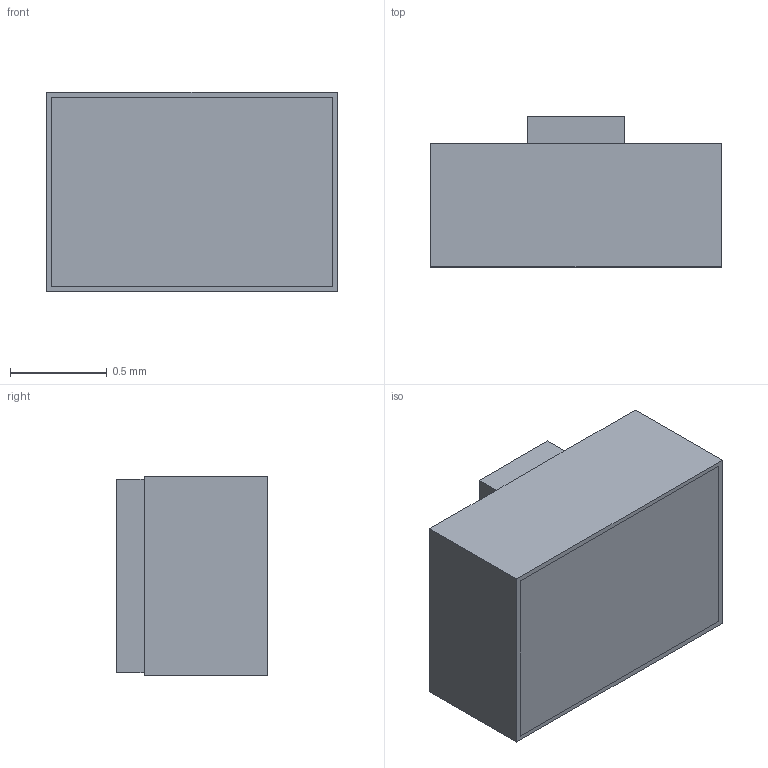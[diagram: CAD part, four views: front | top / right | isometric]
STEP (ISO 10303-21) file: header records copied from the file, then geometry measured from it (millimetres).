
FILE_DESCRIPTION (( 'STEP AP203' ), '1' );
FILE_NAME ('19561-E0W.STEP', '2010-05-12T22:00:22', ( 'Admin' ), ( 'Thorlabs, Inc.' ), 'SwSTEP 2.0', 'SolidWorks 2009', '' );
FILE_SCHEMA (( 'CONFIG_CONTROL_DESIGN' ));
Length unit declared in the file: millimetre
Products named in the file (3): 31002-XXX; 32068-000; 19561-E0W
Assembly tree (2 placements, depth 2):
  19561-E0W
    32068-000
    31002-XXX
Bounding box: 1.5 x 0.78 x 1.03 mm (x, y, z)
Volume: 1.1 mm3; surface area: 7.7 mm2
Topology: 2 solids, 2 shells, 26 faces, 76 edges, 58 vertices
Faces by surface type: plane 26
Entity records: 1191 total; most frequent: CARTESIAN_POINT 179, ORIENTED_EDGE 152, DIRECTION 138, EDGE_CURVE 76, LINE 68, VECTOR 68, VERTEX_POINT 58, AXIS2_PLACEMENT_3D 35
